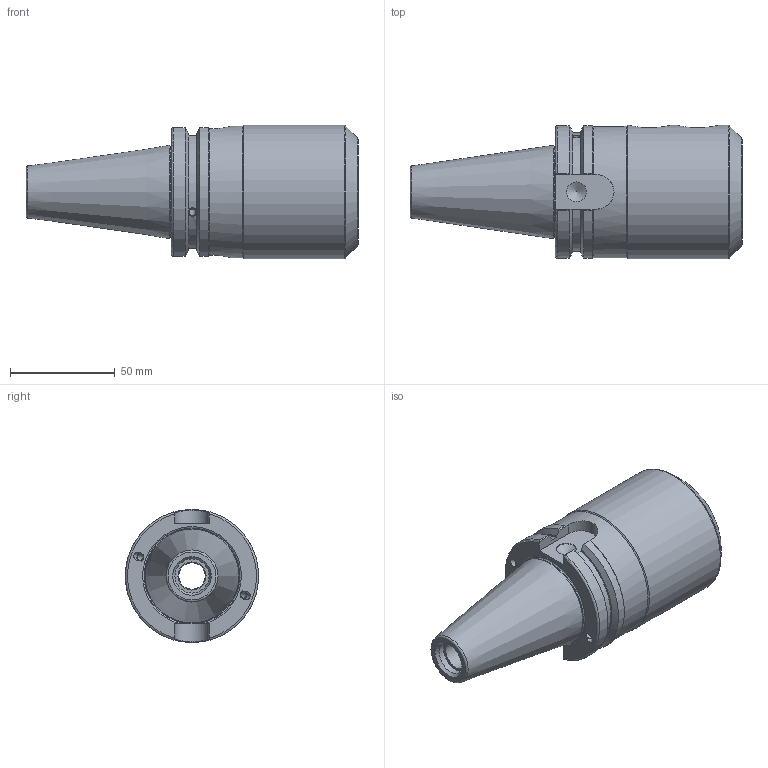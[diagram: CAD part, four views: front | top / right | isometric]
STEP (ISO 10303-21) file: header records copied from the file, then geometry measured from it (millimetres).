
FILE_DESCRIPTION(/* description */ (''),/* implementation_level */ '2;1');
FILE_NAME(/* name */ 'AB034.stp',/* time_stamp */ '2025-03-19T10:28:46+09:00',/* author */ ('YSH'),/* organization */ (''),/* preprocessor_version */ 'ST-DEVELOPER v20',/* originating_system */ 'Autodesk Inventor 2025',/* authorisation */ '');
FILE_SCHEMA (('AUTOMOTIVE_DESIGN { 1 0 10303 214 3 1 1 }'));
Length unit declared in the file: millimetre
Products named in the file (1): LO-CCT40ADB-SLA31.75-90
Bounding box: 158.25 x 63.5 x 63.5 mm (x, y, z)
Volume: 250982.8 mm3; surface area: 43445.2 mm2
Topology: 1 solids, 1 shells, 94 faces, 267 edges, 176 vertices
Faces by surface type: plane 36, cylinder 33, cone 18, torus 7
Full cylindrical faces by diameter (mm): 3.242 x8, 4 x2, 4.2 x2, 9.525 x1, 12.573 x1, 13.386 x1, 16.3 x1, 17.323 x2, 31.75 x1, 32.95 x1, 43.8 x1, 62.5 x1, 63.5 x1
Entity records: 3555 total; most frequent: CARTESIAN_POINT 1079, ORIENTED_EDGE 532, DIRECTION 502, EDGE_CURVE 266, AXIS2_PLACEMENT_3D 205, VERTEX_POINT 176, EDGE_LOOP 114, FACE_OUTER_BOUND 94
